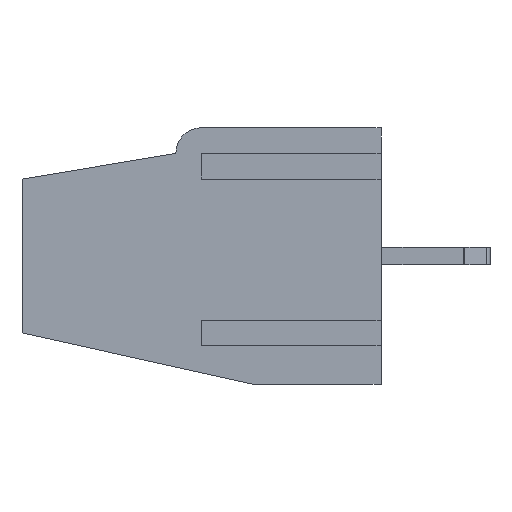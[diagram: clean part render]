
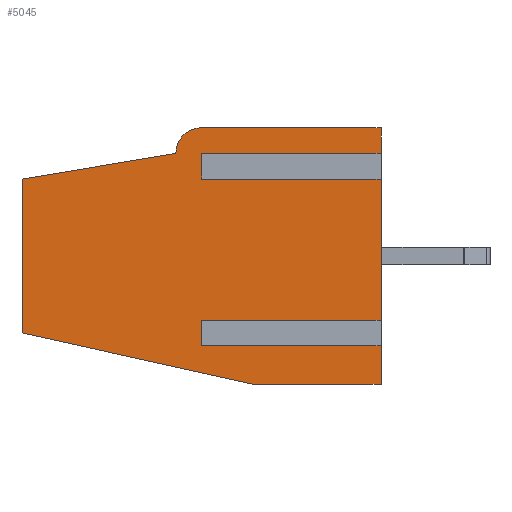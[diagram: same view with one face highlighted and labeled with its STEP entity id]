
A CAD part, left-side view. The second image highlights one B-rep face of the part: STEP entity #5045.
In plain terms, the highlighted planar face has unit normal (-1, 0, 0).
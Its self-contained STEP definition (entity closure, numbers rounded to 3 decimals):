
#86=PLANE('',#5599);
#390=FACE_OUTER_BOUND('',#559,.T.);
#559=EDGE_LOOP('',(#4203,#4204,#4205,#4206,#4207,#4208,#4209,#4210,#4211,
#4212,#4213,#4214,#4215,#4216,#4217));
#806=LINE('',#7397,#1558);
#807=LINE('',#7399,#1559);
#808=LINE('',#7401,#1560);
#809=LINE('',#7403,#1561);
#810=LINE('',#7405,#1562);
#811=LINE('',#7407,#1563);
#812=LINE('',#7409,#1564);
#813=LINE('',#7411,#1565);
#814=LINE('',#7415,#1566);
#815=LINE('',#7417,#1567);
#816=LINE('',#7419,#1568);
#817=LINE('',#7421,#1569);
#818=LINE('',#7423,#1570);
#819=LINE('',#7424,#1571);
#1558=VECTOR('',#5985,0.6);
#1559=VECTOR('',#5986,7.);
#1560=VECTOR('',#5987,5.9);
#1561=VECTOR('',#5988,7.);
#1562=VECTOR('',#5989,0.6);
#1563=VECTOR('',#5990,7.);
#1564=VECTOR('',#5991,1.2);
#1565=VECTOR('',#5992,7.);
#1566=VECTOR('',#5995,6.083);
#1567=VECTOR('',#5996,6.);
#1568=VECTOR('',#5997,9.22);
#1569=VECTOR('',#5998,5.);
#1570=VECTOR('',#5999,1.7);
#1571=VECTOR('',#6000,7.);
#2237=CIRCLE('',#5600,1.);
#2427=VERTEX_POINT('',#7395);
#2428=VERTEX_POINT('',#7396);
#2429=VERTEX_POINT('',#7398);
#2430=VERTEX_POINT('',#7400);
#2431=VERTEX_POINT('',#7402);
#2432=VERTEX_POINT('',#7404);
#2433=VERTEX_POINT('',#7406);
#2434=VERTEX_POINT('',#7408);
#2435=VERTEX_POINT('',#7410);
#2436=VERTEX_POINT('',#7412);
#2437=VERTEX_POINT('',#7414);
#2438=VERTEX_POINT('',#7416);
#2439=VERTEX_POINT('',#7418);
#2440=VERTEX_POINT('',#7420);
#2441=VERTEX_POINT('',#7422);
#3315=EDGE_CURVE('',#2427,#2428,#806,.T.);
#3316=EDGE_CURVE('',#2428,#2429,#807,.T.);
#3317=EDGE_CURVE('',#2429,#2430,#808,.T.);
#3318=EDGE_CURVE('',#2430,#2431,#809,.T.);
#3319=EDGE_CURVE('',#2431,#2432,#810,.T.);
#3320=EDGE_CURVE('',#2432,#2433,#811,.T.);
#3321=EDGE_CURVE('',#2433,#2434,#812,.T.);
#3322=EDGE_CURVE('',#2434,#2435,#813,.T.);
#3323=EDGE_CURVE('',#2435,#2436,#2237,.T.);
#3324=EDGE_CURVE('',#2436,#2437,#814,.T.);
#3325=EDGE_CURVE('',#2437,#2438,#815,.T.);
#3326=EDGE_CURVE('',#2438,#2439,#816,.T.);
#3327=EDGE_CURVE('',#2439,#2440,#817,.T.);
#3328=EDGE_CURVE('',#2440,#2441,#818,.T.);
#3329=EDGE_CURVE('',#2441,#2427,#819,.T.);
#4203=ORIENTED_EDGE('',*,*,#3315,.T.);
#4204=ORIENTED_EDGE('',*,*,#3316,.T.);
#4205=ORIENTED_EDGE('',*,*,#3317,.T.);
#4206=ORIENTED_EDGE('',*,*,#3318,.T.);
#4207=ORIENTED_EDGE('',*,*,#3319,.T.);
#4208=ORIENTED_EDGE('',*,*,#3320,.T.);
#4209=ORIENTED_EDGE('',*,*,#3321,.T.);
#4210=ORIENTED_EDGE('',*,*,#3322,.T.);
#4211=ORIENTED_EDGE('',*,*,#3323,.T.);
#4212=ORIENTED_EDGE('',*,*,#3324,.T.);
#4213=ORIENTED_EDGE('',*,*,#3325,.T.);
#4214=ORIENTED_EDGE('',*,*,#3326,.T.);
#4215=ORIENTED_EDGE('',*,*,#3327,.T.);
#4216=ORIENTED_EDGE('',*,*,#3328,.T.);
#4217=ORIENTED_EDGE('',*,*,#3329,.T.);
#5045=ADVANCED_FACE('',(#390),#86,.T.);
#5599=AXIS2_PLACEMENT_3D('',#7394,#5983,#5984);
#5600=AXIS2_PLACEMENT_3D('',#7413,#5993,#5994);
#5983=DIRECTION('center_axis',(-1.,0.,0.));
#5984=DIRECTION('ref_axis',(0.,0.,1.));
#5985=DIRECTION('',(0.,0.,1.));
#5986=DIRECTION('',(0.,-1.,0.));
#5987=DIRECTION('',(0.,0.,1.));
#5988=DIRECTION('',(0.,1.,0.));
#5989=DIRECTION('',(0.,0.,1.));
#5990=DIRECTION('',(0.,-1.,0.));
#5991=DIRECTION('',(0.,0.,1.));
#5992=DIRECTION('',(0.,1.,0.));
#5993=DIRECTION('center_axis',(-1.,0.,0.));
#5994=DIRECTION('ref_axis',(0.,0.,1.));
#5995=DIRECTION('',(0.,0.986,-0.164));
#5996=DIRECTION('',(0.,0.,-1.));
#5997=DIRECTION('',(0.,-0.976,-0.217));
#5998=DIRECTION('',(0.,-1.,0.));
#5999=DIRECTION('',(0.,0.,1.));
#6000=DIRECTION('',(0.,1.,0.));
#7394=CARTESIAN_POINT('Origin',(-5.,0.,5.));
#7395=CARTESIAN_POINT('',(-5.,7.,1.7));
#7396=CARTESIAN_POINT('',(-5.,7.,2.3));
#7397=CARTESIAN_POINT('',(-5.,7.,1.7));
#7398=CARTESIAN_POINT('',(-5.,0.,2.3));
#7399=CARTESIAN_POINT('',(-5.,7.,2.3));
#7400=CARTESIAN_POINT('',(-5.,0.,8.2));
#7401=CARTESIAN_POINT('',(-5.,0.,2.3));
#7402=CARTESIAN_POINT('',(-5.,7.,8.2));
#7403=CARTESIAN_POINT('',(-5.,0.,8.2));
#7404=CARTESIAN_POINT('',(-5.,7.,8.8));
#7405=CARTESIAN_POINT('',(-5.,7.,8.2));
#7406=CARTESIAN_POINT('',(-5.,0.,8.8));
#7407=CARTESIAN_POINT('',(-5.,7.,8.8));
#7408=CARTESIAN_POINT('',(-5.,0.,10.));
#7409=CARTESIAN_POINT('',(-5.,0.,8.8));
#7410=CARTESIAN_POINT('',(-5.,7.,10.));
#7411=CARTESIAN_POINT('',(-5.,0.,10.));
#7412=CARTESIAN_POINT('',(-5.,8.,9.));
#7413=CARTESIAN_POINT('Origin',(-5.,7.,9.));
#7414=CARTESIAN_POINT('',(-5.,14.,8.));
#7415=CARTESIAN_POINT('',(-5.,8.,9.));
#7416=CARTESIAN_POINT('',(-5.,14.,2.));
#7417=CARTESIAN_POINT('',(-5.,14.,8.));
#7418=CARTESIAN_POINT('',(-5.,5.,0.));
#7419=CARTESIAN_POINT('',(-5.,14.,2.));
#7420=CARTESIAN_POINT('',(-5.,0.,0.));
#7421=CARTESIAN_POINT('',(-5.,5.,0.));
#7422=CARTESIAN_POINT('',(-5.,0.,1.7));
#7423=CARTESIAN_POINT('',(-5.,0.,0.));
#7424=CARTESIAN_POINT('',(-5.,0.,1.7));
